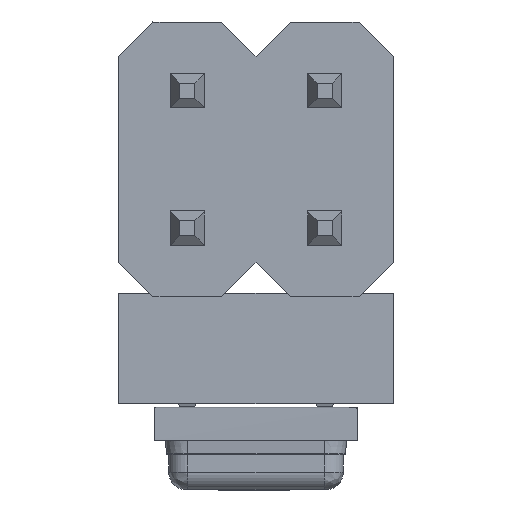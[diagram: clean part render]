
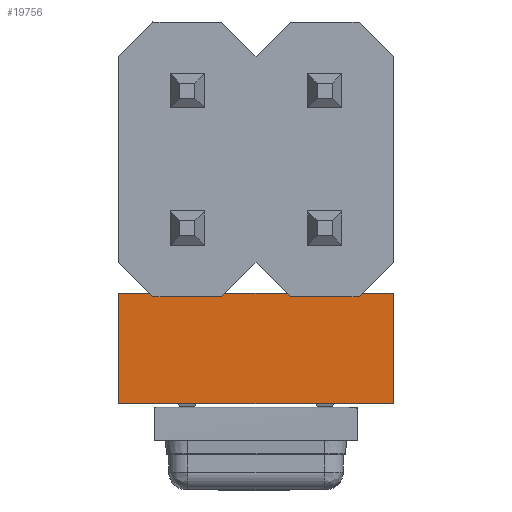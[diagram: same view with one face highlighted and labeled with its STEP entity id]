
A CAD part, front view. The second image highlights one B-rep face of the part: STEP entity #19756.
In plain terms, the highlighted planar face has unit normal (0, -1, 0).
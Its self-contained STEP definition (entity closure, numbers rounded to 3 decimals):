
#19640 = EDGE_CURVE('',#19641,#19643,#19645,.T.);
#19641 = VERTEX_POINT('',#19642);
#19642 = CARTESIAN_POINT('',(98.,-6.26,0.));
#19643 = VERTEX_POINT('',#19644);
#19644 = CARTESIAN_POINT('',(98.,-6.26,1.608));
#19645 = SURFACE_CURVE('',#19646,(#19650,#19662),.PCURVE_S1.);
#19646 = LINE('',#19647,#19648);
#19647 = CARTESIAN_POINT('',(98.,-6.26,0.));
#19648 = VECTOR('',#19649,1.);
#19649 = DIRECTION('',(0.,0.,1.));
#19650 = PCURVE('',#19651,#19656);
#19651 = PLANE('',#19652);
#19652 = AXIS2_PLACEMENT_3D('',#19653,#19654,#19655);
#19653 = CARTESIAN_POINT('',(98.,-6.26,0.));
#19654 = DIRECTION('',(-1.,0.,0.));
#19655 = DIRECTION('',(0.,1.,0.));
#19656 = DEFINITIONAL_REPRESENTATION('',(#19657),#19661);
#19657 = LINE('',#19658,#19659);
#19658 = CARTESIAN_POINT('',(0.,0.));
#19659 = VECTOR('',#19660,1.);
#19660 = DIRECTION('',(0.,-1.));
#19661 = ( GEOMETRIC_REPRESENTATION_CONTEXT(2) 
PARAMETRIC_REPRESENTATION_CONTEXT() REPRESENTATION_CONTEXT('2D SPACE',''
  ) );
#19662 = PCURVE('',#19663,#19668);
#19663 = PLANE('',#19664);
#19664 = AXIS2_PLACEMENT_3D('',#19665,#19666,#19667);
#19665 = CARTESIAN_POINT('',(102.,-6.26,0.));
#19666 = DIRECTION('',(0.,-1.,0.));
#19667 = DIRECTION('',(-1.,0.,0.));
#19668 = DEFINITIONAL_REPRESENTATION('',(#19669),#19673);
#19669 = LINE('',#19670,#19671);
#19670 = CARTESIAN_POINT('',(4.,0.));
#19671 = VECTOR('',#19672,1.);
#19672 = DIRECTION('',(0.,-1.));
#19673 = ( GEOMETRIC_REPRESENTATION_CONTEXT(2) 
PARAMETRIC_REPRESENTATION_CONTEXT() REPRESENTATION_CONTEXT('2D SPACE',''
  ) );
#19691 = PLANE('',#19692);
#19692 = AXIS2_PLACEMENT_3D('',#19693,#19694,#19695);
#19693 = CARTESIAN_POINT('',(100.,-1.78,1.608));
#19694 = DIRECTION('',(-0.,-0.,-1.));
#19695 = DIRECTION('',(-1.,0.,0.));
#19745 = PLANE('',#19746);
#19746 = AXIS2_PLACEMENT_3D('',#19747,#19748,#19749);
#19747 = CARTESIAN_POINT('',(100.,-1.78,0.));
#19748 = DIRECTION('',(-0.,-0.,-1.));
#19749 = DIRECTION('',(-1.,0.,0.));
#19756 = ADVANCED_FACE('',(#19757),#19663,.T.);
#19757 = FACE_BOUND('',#19758,.T.);
#19758 = EDGE_LOOP('',(#19759,#19789,#19810,#19811));
#19759 = ORIENTED_EDGE('',*,*,#19760,.T.);
#19760 = EDGE_CURVE('',#19761,#19763,#19765,.T.);
#19761 = VERTEX_POINT('',#19762);
#19762 = CARTESIAN_POINT('',(102.,-6.26,0.));
#19763 = VERTEX_POINT('',#19764);
#19764 = CARTESIAN_POINT('',(102.,-6.26,1.608));
#19765 = SURFACE_CURVE('',#19766,(#19770,#19777),.PCURVE_S1.);
#19766 = LINE('',#19767,#19768);
#19767 = CARTESIAN_POINT('',(102.,-6.26,0.));
#19768 = VECTOR('',#19769,1.);
#19769 = DIRECTION('',(0.,0.,1.));
#19770 = PCURVE('',#19663,#19771);
#19771 = DEFINITIONAL_REPRESENTATION('',(#19772),#19776);
#19772 = LINE('',#19773,#19774);
#19773 = CARTESIAN_POINT('',(0.,-0.));
#19774 = VECTOR('',#19775,1.);
#19775 = DIRECTION('',(0.,-1.));
#19776 = ( GEOMETRIC_REPRESENTATION_CONTEXT(2) 
PARAMETRIC_REPRESENTATION_CONTEXT() REPRESENTATION_CONTEXT('2D SPACE',''
  ) );
#19777 = PCURVE('',#19778,#19783);
#19778 = PLANE('',#19779);
#19779 = AXIS2_PLACEMENT_3D('',#19780,#19781,#19782);
#19780 = CARTESIAN_POINT('',(102.,2.7,0.));
#19781 = DIRECTION('',(1.,0.,-0.));
#19782 = DIRECTION('',(0.,-1.,0.));
#19783 = DEFINITIONAL_REPRESENTATION('',(#19784),#19788);
#19784 = LINE('',#19785,#19786);
#19785 = CARTESIAN_POINT('',(8.96,0.));
#19786 = VECTOR('',#19787,1.);
#19787 = DIRECTION('',(0.,-1.));
#19788 = ( GEOMETRIC_REPRESENTATION_CONTEXT(2) 
PARAMETRIC_REPRESENTATION_CONTEXT() REPRESENTATION_CONTEXT('2D SPACE',''
  ) );
#19789 = ORIENTED_EDGE('',*,*,#19790,.T.);
#19790 = EDGE_CURVE('',#19763,#19643,#19791,.T.);
#19791 = SURFACE_CURVE('',#19792,(#19796,#19803),.PCURVE_S1.);
#19792 = LINE('',#19793,#19794);
#19793 = CARTESIAN_POINT('',(102.,-6.26,1.608));
#19794 = VECTOR('',#19795,1.);
#19795 = DIRECTION('',(-1.,0.,0.));
#19796 = PCURVE('',#19663,#19797);
#19797 = DEFINITIONAL_REPRESENTATION('',(#19798),#19802);
#19798 = LINE('',#19799,#19800);
#19799 = CARTESIAN_POINT('',(0.,-1.608));
#19800 = VECTOR('',#19801,1.);
#19801 = DIRECTION('',(1.,0.));
#19802 = ( GEOMETRIC_REPRESENTATION_CONTEXT(2) 
PARAMETRIC_REPRESENTATION_CONTEXT() REPRESENTATION_CONTEXT('2D SPACE',''
  ) );
#19803 = PCURVE('',#19691,#19804);
#19804 = DEFINITIONAL_REPRESENTATION('',(#19805),#19809);
#19805 = LINE('',#19806,#19807);
#19806 = CARTESIAN_POINT('',(-2.,-4.48));
#19807 = VECTOR('',#19808,1.);
#19808 = DIRECTION('',(1.,0.));
#19809 = ( GEOMETRIC_REPRESENTATION_CONTEXT(2) 
PARAMETRIC_REPRESENTATION_CONTEXT() REPRESENTATION_CONTEXT('2D SPACE',''
  ) );
#19810 = ORIENTED_EDGE('',*,*,#19640,.F.);
#19811 = ORIENTED_EDGE('',*,*,#19812,.F.);
#19812 = EDGE_CURVE('',#19761,#19641,#19813,.T.);
#19813 = SURFACE_CURVE('',#19814,(#19818,#19825),.PCURVE_S1.);
#19814 = LINE('',#19815,#19816);
#19815 = CARTESIAN_POINT('',(102.,-6.26,0.));
#19816 = VECTOR('',#19817,1.);
#19817 = DIRECTION('',(-1.,0.,0.));
#19818 = PCURVE('',#19663,#19819);
#19819 = DEFINITIONAL_REPRESENTATION('',(#19820),#19824);
#19820 = LINE('',#19821,#19822);
#19821 = CARTESIAN_POINT('',(0.,-0.));
#19822 = VECTOR('',#19823,1.);
#19823 = DIRECTION('',(1.,0.));
#19824 = ( GEOMETRIC_REPRESENTATION_CONTEXT(2) 
PARAMETRIC_REPRESENTATION_CONTEXT() REPRESENTATION_CONTEXT('2D SPACE',''
  ) );
#19825 = PCURVE('',#19745,#19826);
#19826 = DEFINITIONAL_REPRESENTATION('',(#19827),#19831);
#19827 = LINE('',#19828,#19829);
#19828 = CARTESIAN_POINT('',(-2.,-4.48));
#19829 = VECTOR('',#19830,1.);
#19830 = DIRECTION('',(1.,0.));
#19831 = ( GEOMETRIC_REPRESENTATION_CONTEXT(2) 
PARAMETRIC_REPRESENTATION_CONTEXT() REPRESENTATION_CONTEXT('2D SPACE',''
  ) );
